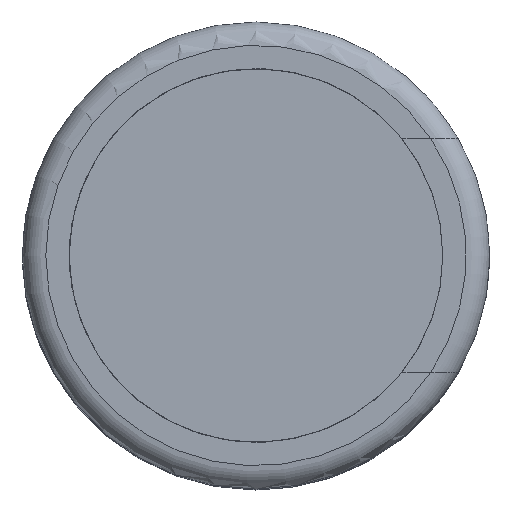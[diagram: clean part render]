
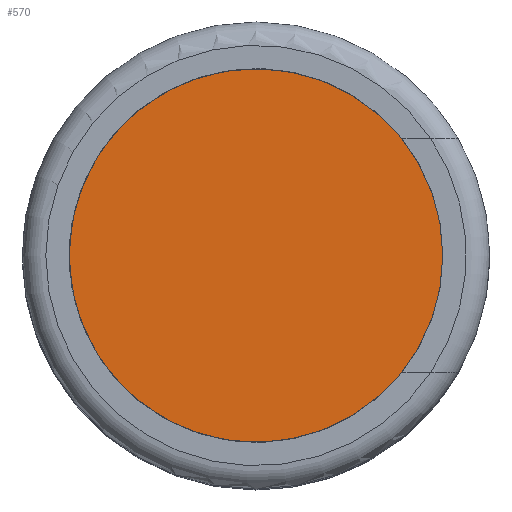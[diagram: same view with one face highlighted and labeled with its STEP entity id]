
A CAD part, top view. The second image highlights one B-rep face of the part: STEP entity #570.
In plain terms, the highlighted planar face has unit normal (0, 0, 1).
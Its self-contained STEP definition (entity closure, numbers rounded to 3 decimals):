
#47=PLANE('',#660);
#139=FACE_OUTER_BOUND('',#175,.T.);
#175=EDGE_LOOP('',(#510));
#200=CIRCLE('',#658,4.);
#286=VERTEX_POINT('',#1427);
#361=EDGE_CURVE('',#286,#286,#200,.T.);
#510=ORIENTED_EDGE('',*,*,#361,.T.);
#570=ADVANCED_FACE('',(#139),#47,.T.);
#658=AXIS2_PLACEMENT_3D('',#1428,#782,#783);
#660=AXIS2_PLACEMENT_3D('',#1432,#787,#788);
#782=DIRECTION('center_axis',(0.,0.,1.));
#783=DIRECTION('ref_axis',(1.,0.,0.));
#787=DIRECTION('center_axis',(0.,0.,1.));
#788=DIRECTION('ref_axis',(1.,0.,0.));
#1427=CARTESIAN_POINT('',(-4.,0.,12.45));
#1428=CARTESIAN_POINT('Origin',(0.,0.,12.45));
#1432=CARTESIAN_POINT('Origin',(0.,0.,12.45));
